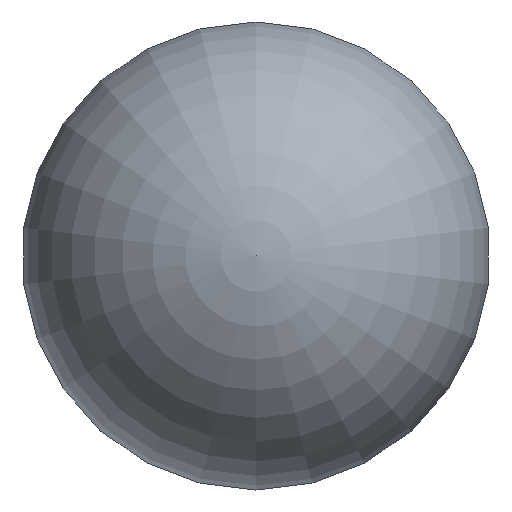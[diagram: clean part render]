
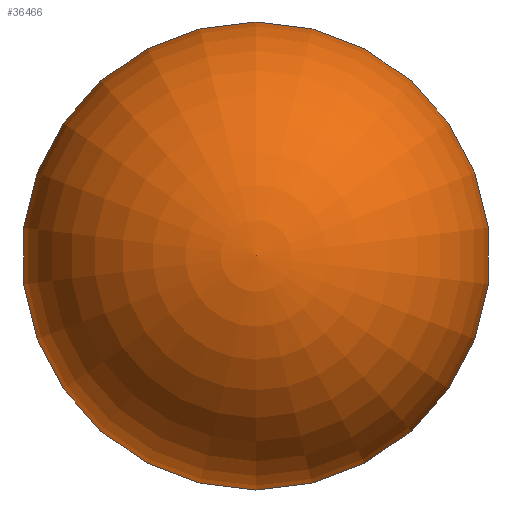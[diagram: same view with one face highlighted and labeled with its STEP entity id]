
A CAD part, front view. The second image highlights one B-rep face of the part: STEP entity #36466.
In plain terms, the highlighted toroidal (fillet/blend) face has major radius 10.277 mm and minor radius 461.962 mm.
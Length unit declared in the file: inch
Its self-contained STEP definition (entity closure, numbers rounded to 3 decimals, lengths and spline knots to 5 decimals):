
#3770 = TOROIDAL_SURFACE ( 'NONE', #91398, 0.40461, 18.1875 ) ;
#4644 = CARTESIAN_POINT ( 'NONE',  ( 0., 3.00068, 8.69387 ) ) ;
#5560 = CARTESIAN_POINT ( 'NONE',  ( 0., -13.188, 0. ) ) ;
#15390 = EDGE_CURVE ( 'NONE', #90668, #90668, #89631, .T. ) ;
#22392 = DIRECTION ( 'NONE',  ( 0., -1., 0. ) ) ;
#26927 = DIRECTION ( 'NONE',  ( 0., -1., 0. ) ) ;
#36466 = ADVANCED_FACE ( 'NONE', ( #59571 ), #3770, .T. ) ;
#40736 = EDGE_LOOP ( 'NONE', ( #58389 ) ) ;
#50771 = DIRECTION ( 'NONE',  ( 0., 0., 1. ) ) ;
#53497 = DIRECTION ( 'NONE',  ( 0., 0., 1. ) ) ;
#58389 = ORIENTED_EDGE ( 'NONE', *, *, #15390, .F. ) ;
#59571 = FACE_OUTER_BOUND ( 'NONE', #40736, .T. ) ;
#73334 = AXIS2_PLACEMENT_3D ( 'NONE', #86133, #22392, #50771 ) ;
#86133 = CARTESIAN_POINT ( 'NONE',  ( 0., 3.00068, 0. ) ) ;
#89631 = CIRCLE ( 'NONE', #73334, 8.69387 ) ;
#90668 = VERTEX_POINT ( 'NONE', #4644 ) ;
#91398 = AXIS2_PLACEMENT_3D ( 'NONE', #5560, #26927, #53497 ) ;
